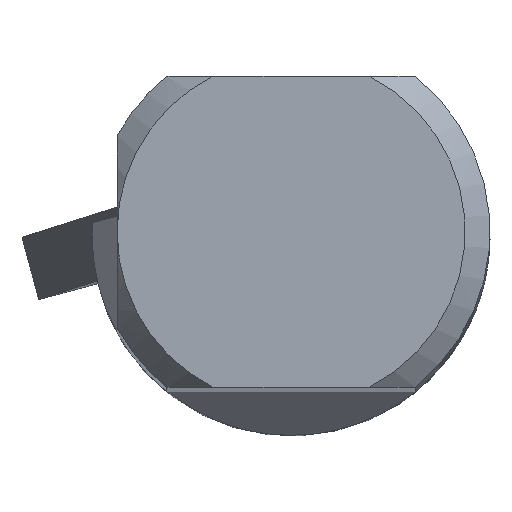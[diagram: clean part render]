
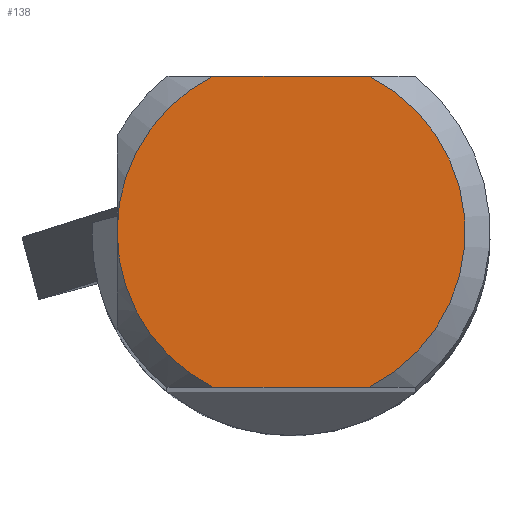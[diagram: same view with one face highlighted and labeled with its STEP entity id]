
A CAD part, top view. The second image highlights one B-rep face of the part: STEP entity #138.
In plain terms, the highlighted planar face has unit normal (0, 0, 1).
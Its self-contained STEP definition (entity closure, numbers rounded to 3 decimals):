
#101=FACE_OUTER_BOUND('',#317,.T.);
#138=ADVANCED_FACE('',(#101),#164,.T.);
#164=PLANE('',#731);
#197=LINE('',#1032,#249);
#205=LINE('',#1063,#257);
#249=VECTOR('',#824,1.);
#257=VECTOR('',#840,1.);
#317=EDGE_LOOP('',(#452,#453,#454,#455,#456));
#452=ORIENTED_EDGE('',*,*,#610,.F.);
#453=ORIENTED_EDGE('',*,*,#651,.T.);
#454=ORIENTED_EDGE('',*,*,#622,.T.);
#455=ORIENTED_EDGE('',*,*,#649,.T.);
#456=ORIENTED_EDGE('',*,*,#650,.T.);
#545=VERTEX_POINT('',#1031);
#546=VERTEX_POINT('',#1033);
#556=VERTEX_POINT('',#1062);
#557=VERTEX_POINT('',#1064);
#561=VERTEX_POINT('',#1083);
#610=EDGE_CURVE('',#545,#546,#197,.T.);
#622=EDGE_CURVE('',#557,#556,#205,.T.);
#649=EDGE_CURVE('',#556,#561,#675,.T.);
#650=EDGE_CURVE('',#561,#546,#676,.T.);
#651=EDGE_CURVE('',#545,#557,#677,.T.);
#675=CIRCLE('',#725,14.);
#676=CIRCLE('',#727,14.);
#677=CIRCLE('',#729,14.);
#725=AXIS2_PLACEMENT_3D('',#1121,#882,#883);
#727=AXIS2_PLACEMENT_3D('',#1123,#886,#887);
#729=AXIS2_PLACEMENT_3D('',#1125,#890,#891);
#731=AXIS2_PLACEMENT_3D('',#1127,#894,#895);
#824=DIRECTION('',(-1.,0.,0.));
#840=DIRECTION('',(-1.,0.,0.));
#882=DIRECTION('',(0.,0.,1.));
#883=DIRECTION('',(1.,0.,0.));
#886=DIRECTION('',(0.,0.,1.));
#887=DIRECTION('',(1.,0.,0.));
#890=DIRECTION('',(0.,0.,1.));
#891=DIRECTION('',(1.,0.,0.));
#894=DIRECTION('',(0.,0.,1.));
#895=DIRECTION('',(1.,0.,0.));
#1031=CARTESIAN_POINT('',(6.305,-12.5,0.));
#1032=CARTESIAN_POINT('',(0.,-12.5,0.));
#1033=CARTESIAN_POINT('',(-6.305,-12.5,0.));
#1062=CARTESIAN_POINT('',(-6.305,12.5,0.));
#1063=CARTESIAN_POINT('',(0.,12.5,0.));
#1064=CARTESIAN_POINT('',(6.305,12.5,0.));
#1083=CARTESIAN_POINT('',(-14.,0.,0.));
#1121=CARTESIAN_POINT('',(0.,0.,0.));
#1123=CARTESIAN_POINT('',(0.,0.,0.));
#1125=CARTESIAN_POINT('',(0.,0.,0.));
#1127=CARTESIAN_POINT('',(0.,0.,0.));
